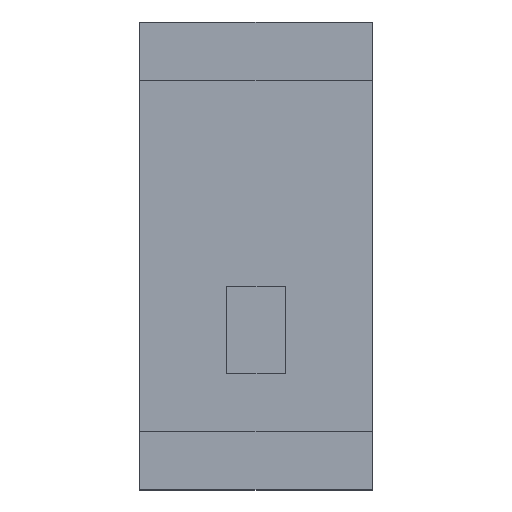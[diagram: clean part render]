
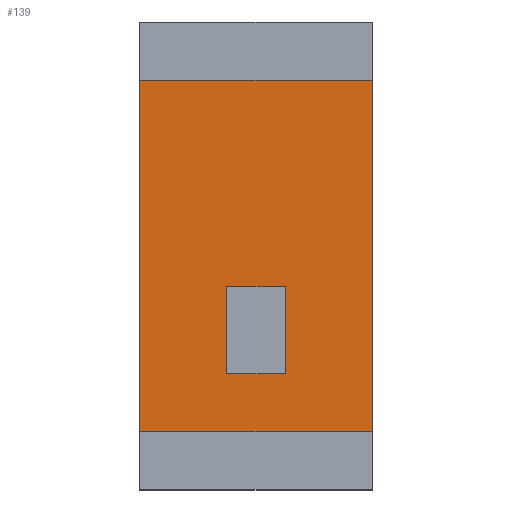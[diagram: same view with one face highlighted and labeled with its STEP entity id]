
A CAD part, top view. The second image highlights one B-rep face of the part: STEP entity #139.
In plain terms, the highlighted planar face has unit normal (0, 0, 1).
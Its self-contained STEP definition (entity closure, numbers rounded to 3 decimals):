
#139=ADVANCED_FACE('',(#203),#204,.T.);
#203=FACE_OUTER_BOUND('',#320,.T.);
#204=PLANE('',#321);
#320=EDGE_LOOP('',(#437,#438,#439,#440));
#321=AXIS2_PLACEMENT_3D('',#441,#442,#443);
#437=ORIENTED_EDGE('',*,*,#824,.T.);
#438=ORIENTED_EDGE('',*,*,#825,.T.);
#439=ORIENTED_EDGE('',*,*,#826,.T.);
#440=ORIENTED_EDGE('',*,*,#827,.T.);
#441=CARTESIAN_POINT('',(0.871,45.986,1.29));
#442=DIRECTION('',(0.0,0.0,1.0));
#443=DIRECTION('',(1.0,0.0,0.0));
#824=EDGE_CURVE('',#940,#941,#942,.T.);
#825=EDGE_CURVE('',#941,#943,#944,.T.);
#826=EDGE_CURVE('',#943,#945,#946,.T.);
#827=EDGE_CURVE('',#945,#940,#947,.T.);
#940=VERTEX_POINT('',#1120);
#941=VERTEX_POINT('',#1121);
#942=LINE('',#1122,#1123);
#943=VERTEX_POINT('',#1124);
#944=LINE('',#1125,#1126);
#945=VERTEX_POINT('',#1127);
#946=LINE('',#1128,#1129);
#947=LINE('',#1130,#1131);
#1120=CARTESIAN_POINT('',(1.671,44.386,1.29));
#1121=CARTESIAN_POINT('',(1.671,47.586,1.29));
#1122=CARTESIAN_POINT('',(1.671,45.986,1.29));
#1123=VECTOR('',#1408,1.0);
#1124=CARTESIAN_POINT('',(0.071,47.586,1.29));
#1125=CARTESIAN_POINT('',(0.871,47.586,1.29));
#1126=VECTOR('',#1409,1.0);
#1127=CARTESIAN_POINT('',(0.071,44.386,1.29));
#1128=CARTESIAN_POINT('',(0.071,45.986,1.29));
#1129=VECTOR('',#1410,1.0);
#1130=CARTESIAN_POINT('',(0.871,44.386,1.29));
#1131=VECTOR('',#1411,1.0);
#1408=DIRECTION('',(0.0,1.0,0.0));
#1409=DIRECTION('',(-1.0,0.0,0.0));
#1410=DIRECTION('',(0.0,-1.0,0.0));
#1411=DIRECTION('',(1.0,0.0,0.0));
